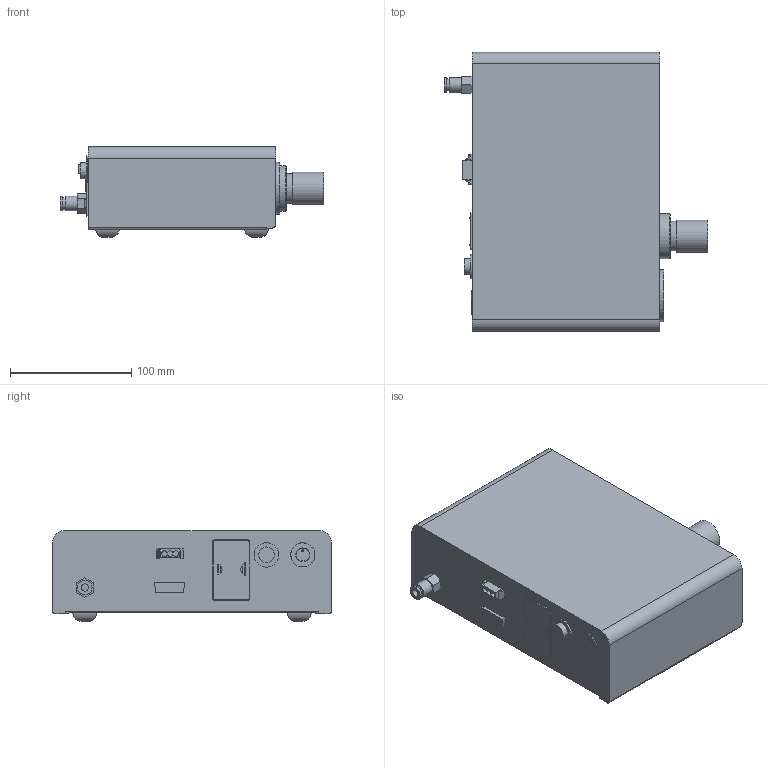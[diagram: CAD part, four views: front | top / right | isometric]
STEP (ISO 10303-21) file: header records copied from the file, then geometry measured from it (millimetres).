
FILE_DESCRIPTION(/* description */ (''),/* implementation_level */ '2;1');
FILE_NAME(/* name */ 'S01145_R1_ZSB_SC1200_Sprühcontroler_Shrinkwrap_1.stp',/* time_stamp */ '2021-02-02T08:52:40+01:00',/* author */ ('glueck'),/* organization */ (''),/* preprocessor_version */ 'ST-DEVELOPER v18.1',/* originating_system */ 'Autodesk Inventor 2021',/* authorisation */ '');
FILE_SCHEMA (('AUTOMOTIVE_DESIGN { 1 0 10303 214 3 1 1 }'));
Length unit declared in the file: millimetre
Products named in the file (1): S01145_R1_ZSB_SC1200_Sprühcontroler_Shrinkwrap_1
Bounding box: 217.7 x 230.4 x 75.1 mm (x, y, z)
Volume: 2444227.9 mm3; surface area: 131022.8 mm2
Topology: 1 solids, 1 shells, 178 faces, 415 edges, 267 vertices
Faces by surface type: plane 106, cylinder 61, cone 6, torus 5
Full cylindrical faces by diameter (mm): 1.6 x1, 6 x1, 8.566 x1, 10 x1, 12 x2, 13 x1, 20 x1, 20.2 x1, 24.5 x1, 26.5 x1, 28 x1, 37.5 x1, 43 x1
Entity records: 5359 total; most frequent: DIRECTION 890, CARTESIAN_POINT 889, ORIENTED_EDGE 830, EDGE_CURVE 415, AXIS2_PLACEMENT_3D 300, LINE 290, VECTOR 290, VERTEX_POINT 267
